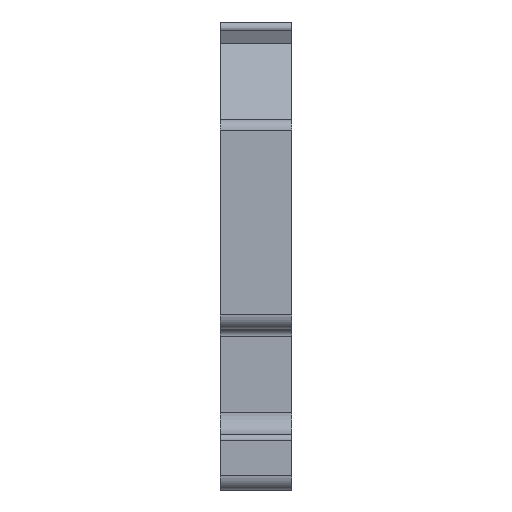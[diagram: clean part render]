
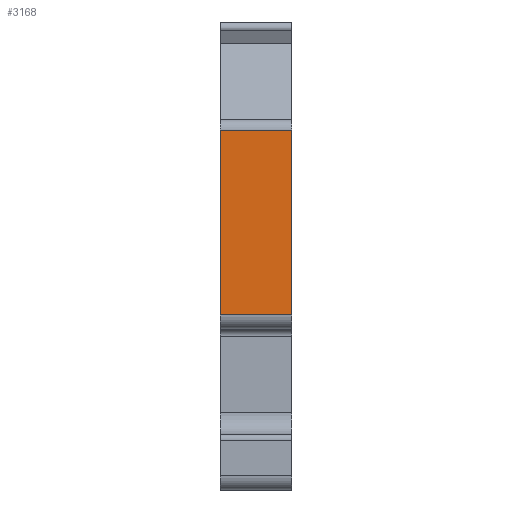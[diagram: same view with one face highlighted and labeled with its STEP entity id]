
A CAD part, front view. The second image highlights one B-rep face of the part: STEP entity #3168.
In plain terms, the highlighted planar face has unit normal (0, -1, 0).
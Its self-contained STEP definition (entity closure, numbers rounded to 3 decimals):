
#439=CARTESIAN_POINT('',(0.,-29.03,20.25));
#440=VERTEX_POINT('',#439);
#448=CARTESIAN_POINT('',(0.,-29.03,7.4));
#449=VERTEX_POINT('',#448);
#450=CARTESIAN_POINT('',(0.,-29.03,20.25));
#451=DIRECTION('',(0.,0.,-1.));
#452=VECTOR('',#451,12.85);
#453=LINE('',#450,#452);
#454=EDGE_CURVE('',#440,#449,#453,.T.);
#1554=CARTESIAN_POINT('',(5.,-29.03,20.25));
#1555=VERTEX_POINT('',#1554);
#1563=CARTESIAN_POINT('',(5.,-29.03,7.4));
#1564=VERTEX_POINT('',#1563);
#1565=CARTESIAN_POINT('',(5.,-29.03,20.25));
#1566=DIRECTION('',(0.,0.,-1.));
#1567=VECTOR('',#1566,12.85);
#1568=LINE('',#1565,#1567);
#1569=EDGE_CURVE('',#1555,#1564,#1568,.T.);
#3141=CARTESIAN_POINT('',(0.,-29.03,20.25));
#3142=DIRECTION('',(1.,0.,0.));
#3143=VECTOR('',#3142,5.);
#3144=LINE('',#3141,#3143);
#3145=EDGE_CURVE('',#440,#1555,#3144,.T.);
#3152=CARTESIAN_POINT('',(2.5,-29.03,13.825));
#3153=DIRECTION('',(0.,0.,-1.));
#3154=DIRECTION('',(0.,-1.,0.));
#3155=AXIS2_PLACEMENT_3D('',#3152,#3154,#3153);
#3156=PLANE('',#3155);
#3157=ORIENTED_EDGE('',*,*,#454,.T.);
#3158=CARTESIAN_POINT('',(0.,-29.03,7.4));
#3159=DIRECTION('',(1.,0.,0.));
#3160=VECTOR('',#3159,5.);
#3161=LINE('',#3158,#3160);
#3162=EDGE_CURVE('',#449,#1564,#3161,.T.);
#3163=ORIENTED_EDGE('E234',*,*,#3162,.T.);
#3164=ORIENTED_EDGE('E234',*,*,#1569,.F.);
#3165=ORIENTED_EDGE('E234',*,*,#3145,.F.);
#3166=EDGE_LOOP('',(#3157,#3163,#3164,#3165));
#3167=FACE_OUTER_BOUND('',#3166,.T.);
#3168=ADVANCED_FACE('F52',(#3167),#3156,.T.);
